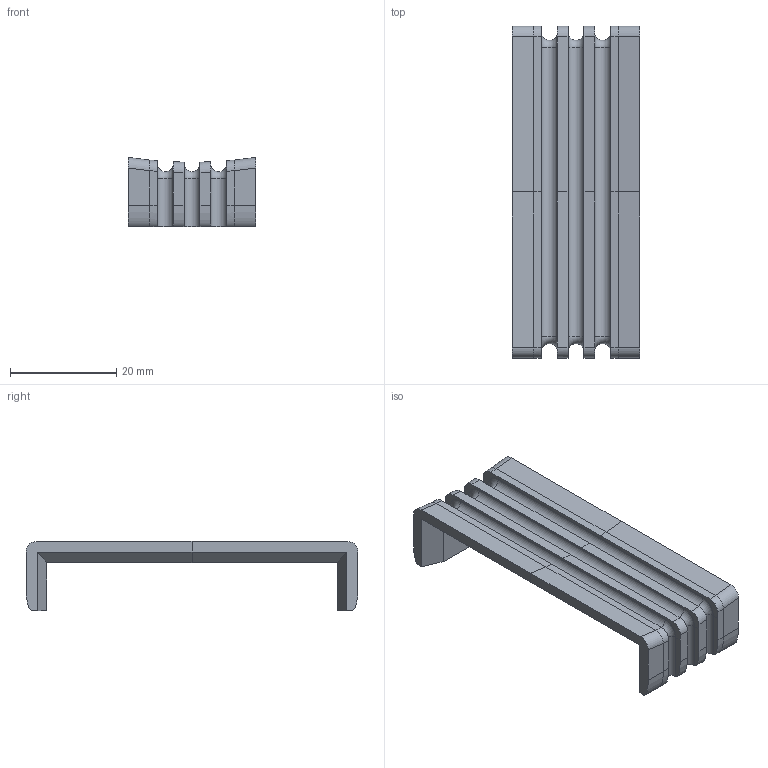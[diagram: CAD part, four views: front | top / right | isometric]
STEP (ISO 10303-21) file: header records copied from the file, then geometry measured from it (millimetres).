
FILE_DESCRIPTION(('FreeCAD Model'),'2;1');
FILE_NAME('TopPart.step','2020-06-13T20:30:44',('Author'), (''),'Open CASCADE STEP processor 7.3','FreeCAD','Unknown');
FILE_SCHEMA(('AUTOMOTIVE_DESIGN { 1 0 10303 214 1 1 1 1 }'));
Length unit declared in the file: millimetre
Products named in the file (1): TopBar
Bounding box: 24 x 62.4 x 13 mm (x, y, z)
Volume: 4786.4 mm3; surface area: 5011.9 mm2
Topology: 1 solids, 1 shells, 121 faces, 284 edges, 165 vertices
Faces by surface type: plane 58, bspline 48, cylinder 9, torus 6
Entity records: 10121 total; most frequent: CARTESIAN_POINT 5087, DIRECTION 686, ORIENTED_EDGE 568, PCURVE 568, DEFINITIONAL_REPRESENTATION 568, LINE 428, VECTOR 428, B_SPLINE_CURVE_WITH_KNOTS 348
